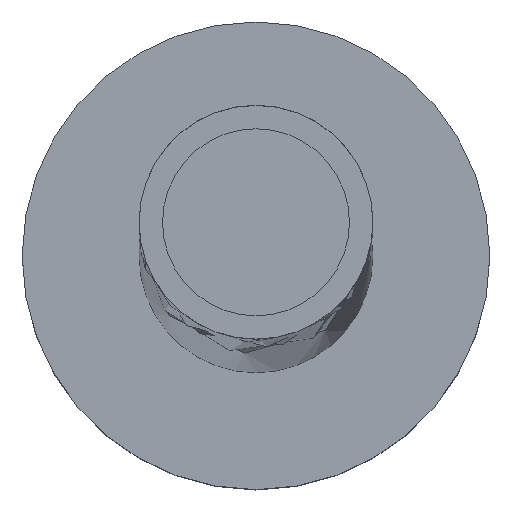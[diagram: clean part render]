
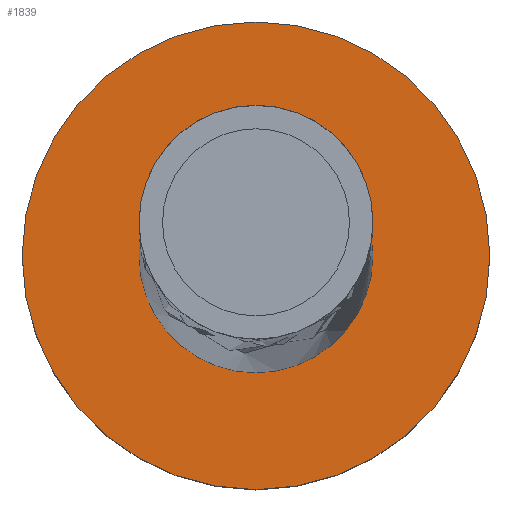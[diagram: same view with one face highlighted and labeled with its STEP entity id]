
A CAD part, top view. The second image highlights one B-rep face of the part: STEP entity #1839.
In plain terms, the highlighted planar face has unit normal (0, 0, 1).
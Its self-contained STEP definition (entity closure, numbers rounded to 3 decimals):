
#73 = CIRCLE ( 'NONE', #1622, 6. ) ;
#105 = DIRECTION ( 'NONE',  ( 1., 0., 0. ) ) ;
#123 = CIRCLE ( 'NONE', #1512, 3. ) ;
#183 = EDGE_CURVE ( 'NONE', #1267, #1937, #123, .T. ) ;
#198 = ORIENTED_EDGE ( 'NONE', *, *, #587, .T. ) ;
#230 = VERTEX_POINT ( 'NONE', #882 ) ;
#275 = DIRECTION ( 'NONE',  ( 1., 0., 0. ) ) ;
#305 = DIRECTION ( 'NONE',  ( 0., 0., 1. ) ) ;
#387 = CARTESIAN_POINT ( 'NONE',  ( 0., 0., 5. ) ) ;
#453 = DIRECTION ( 'NONE',  ( 0., 0., 1. ) ) ;
#532 = FACE_OUTER_BOUND ( 'NONE', #1506, .T. ) ;
#587 = EDGE_CURVE ( 'NONE', #230, #814, #633, .T. ) ;
#633 = CIRCLE ( 'NONE', #1043, 6. ) ;
#673 = PLANE ( 'NONE',  #1872 ) ;
#748 = EDGE_CURVE ( 'NONE', #1937, #1267, #755, .T. ) ;
#755 = CIRCLE ( 'NONE', #1524, 3. ) ;
#814 = VERTEX_POINT ( 'NONE', #1356 ) ;
#882 = CARTESIAN_POINT ( 'NONE',  ( 6., 0., 5. ) ) ;
#885 = ORIENTED_EDGE ( 'NONE', *, *, #183, .F. ) ;
#912 = FACE_BOUND ( 'NONE', #1599, .T. ) ;
#1021 = DIRECTION ( 'NONE',  ( 0., 0., 1. ) ) ;
#1043 = AXIS2_PLACEMENT_3D ( 'NONE', #1066, #453, #1833 ) ;
#1066 = CARTESIAN_POINT ( 'NONE',  ( 0., 0., 5. ) ) ;
#1267 = VERTEX_POINT ( 'NONE', #1939 ) ;
#1270 = CARTESIAN_POINT ( 'NONE',  ( -3., 0., 5. ) ) ;
#1356 = CARTESIAN_POINT ( 'NONE',  ( -6., 0., 5. ) ) ;
#1387 = CARTESIAN_POINT ( 'NONE',  ( 0., 0., 5. ) ) ;
#1397 = ORIENTED_EDGE ( 'NONE', *, *, #748, .F. ) ;
#1430 = EDGE_CURVE ( 'NONE', #814, #230, #73, .T. ) ;
#1470 = DIRECTION ( 'NONE',  ( 0., 0., 1. ) ) ;
#1506 = EDGE_LOOP ( 'NONE', ( #1901, #198 ) ) ;
#1512 = AXIS2_PLACEMENT_3D ( 'NONE', #1805, #1021, #275 ) ;
#1524 = AXIS2_PLACEMENT_3D ( 'NONE', #1387, #305, #1823 ) ;
#1599 = EDGE_LOOP ( 'NONE', ( #1397, #885 ) ) ;
#1622 = AXIS2_PLACEMENT_3D ( 'NONE', #1774, #1470, #105 ) ;
#1627 = DIRECTION ( 'NONE',  ( 1., 0., 0. ) ) ;
#1633 = DIRECTION ( 'NONE',  ( 0., 0., 1. ) ) ;
#1774 = CARTESIAN_POINT ( 'NONE',  ( 0., 0., 5. ) ) ;
#1805 = CARTESIAN_POINT ( 'NONE',  ( 0., 0., 5. ) ) ;
#1823 = DIRECTION ( 'NONE',  ( 1., 0., 0. ) ) ;
#1833 = DIRECTION ( 'NONE',  ( 1., 0., 0. ) ) ;
#1839 = ADVANCED_FACE ( 'NONE', ( #912, #532 ), #673, .T. ) ;
#1872 = AXIS2_PLACEMENT_3D ( 'NONE', #387, #1633, #1627 ) ;
#1901 = ORIENTED_EDGE ( 'NONE', *, *, #1430, .T. ) ;
#1937 = VERTEX_POINT ( 'NONE', #1270 ) ;
#1939 = CARTESIAN_POINT ( 'NONE',  ( 3., 0., 5. ) ) ;
